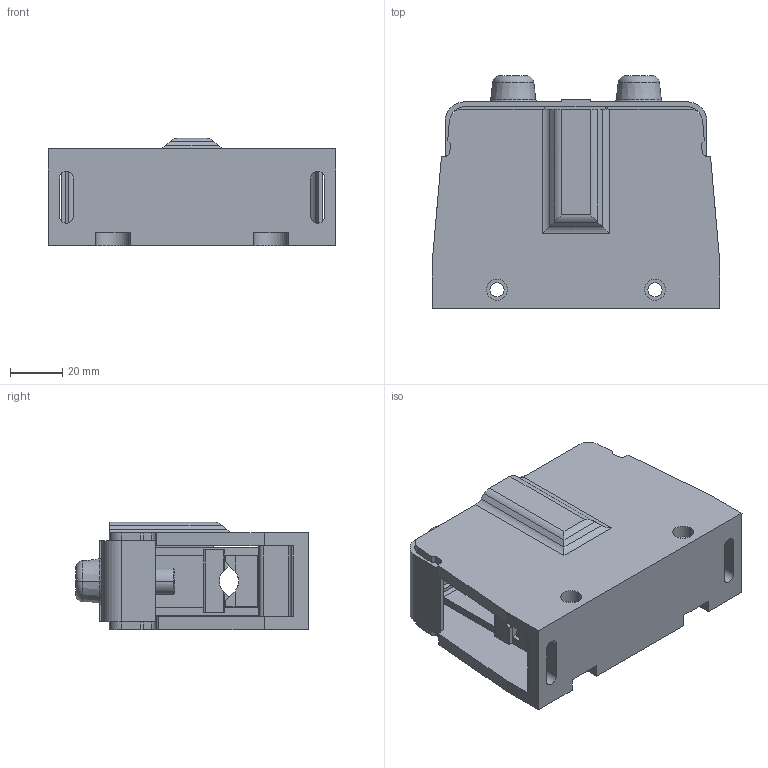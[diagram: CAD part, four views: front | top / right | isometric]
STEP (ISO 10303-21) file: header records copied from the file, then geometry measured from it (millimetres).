
FILE_DESCRIPTION((''),'2;1');
FILE_NAME('150-ZP_ASM','2024-01-26T',('dell'),(''),'PRO/ENGINEER BY PARAMETRIC TECHNOLOGY CORPORATION, 2013230','PRO/ENGINEER BY PARAMETRIC TECHNOLOGY CORPORATION, 2013230','');
FILE_SCHEMA(('AUTOMOTIVE_DESIGN { 1 0 10303 214 1 1 1 1 }'));
Length unit declared in the file: millimetre
Products named in the file (1): 150-ZP_ASM
Bounding box: 110 x 88.8 x 41 mm (x, y, z)
Volume: 193026.4 mm3; surface area: 78049.1 mm2
Topology: 3 solids, 3 shells, 582 faces, 1730 edges, 1136 vertices
Faces by surface type: plane 343, cylinder 211, torus 16, cone 12
Entity records: 21025 total; most frequent: CARTESIAN_POINT 4652, ORIENTED_EDGE 3460, DIRECTION 2868, EDGE_CURVE 1730, VECTOR 1172, LINE 1172, VERTEX_POINT 1136, AXIS2_PLACEMENT_3D 848
